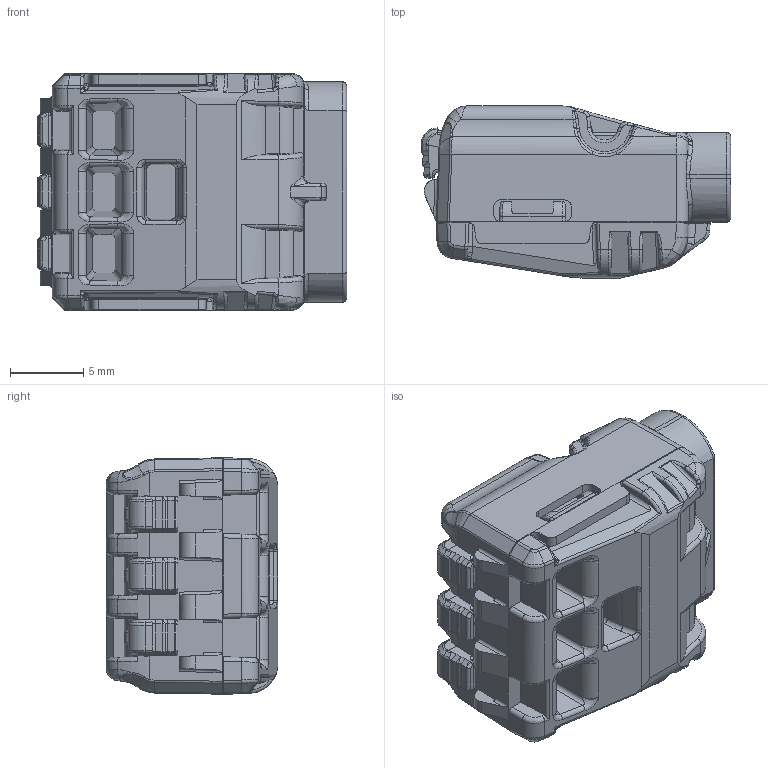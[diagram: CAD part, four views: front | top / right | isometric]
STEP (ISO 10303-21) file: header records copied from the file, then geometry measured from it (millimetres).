
FILE_DESCRIPTION (( 'STEP AP214' ), '1' );
FILE_NAME ('2054454.stp', '2023-02-17T08:04:25', ( '' ), ( '' ), 'SwSTEP 2.0', 'SolidWorks 2022', '' );
FILE_SCHEMA (( 'AUTOMOTIVE_DESIGN' ));
Length unit declared in the file: millimetre
Products named in the file (1): 2054454
Bounding box: 21.08 x 11.7 x 16.1 mm (x, y, z)
Volume: 2486.3 mm3; surface area: 1876.9 mm2
Topology: 1 solids, 1 shells, 1113 faces, 2829 edges, 1721 vertices
Faces by surface type: cylinder 392, plane 340, bspline 339, cone 40, torus 2
Entity records: 48312 total; most frequent: CARTESIAN_POINT 26543, ORIENTED_EDGE 5646, DIRECTION 2844, EDGE_CURVE 2823, VERTEX_POINT 1721, B_SPLINE_CURVE_WITH_KNOTS 1557, EDGE_LOOP 1122, ADVANCED_FACE 1113
